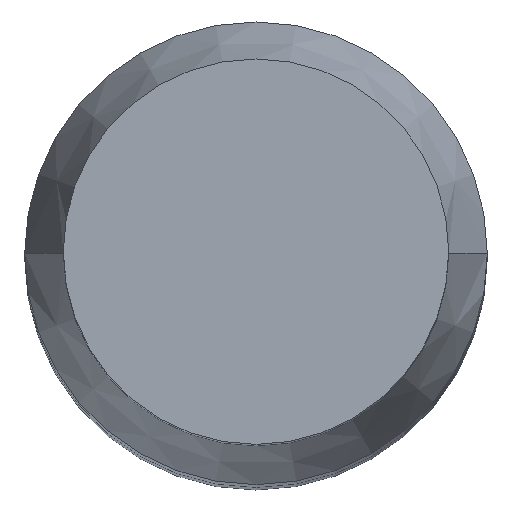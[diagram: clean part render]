
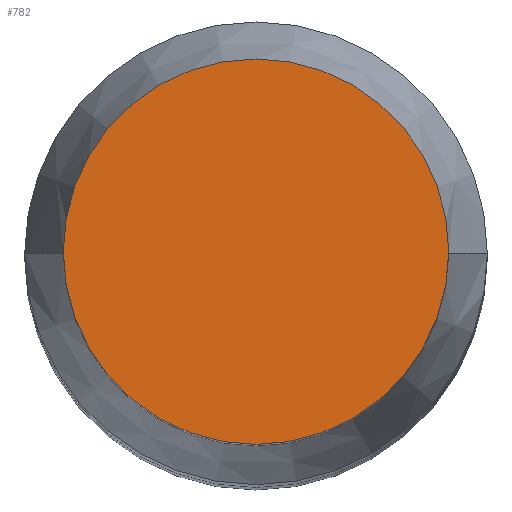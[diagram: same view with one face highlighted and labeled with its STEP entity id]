
A CAD part, top view. The second image highlights one B-rep face of the part: STEP entity #782.
In plain terms, the highlighted planar face has unit normal (0, 0, 1).
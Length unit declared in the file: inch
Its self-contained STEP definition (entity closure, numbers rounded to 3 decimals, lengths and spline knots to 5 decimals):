
#14 = AXIS2_PLACEMENT_3D ( 'NONE', #787, #557, #864 ) ;
#28 = PLANE ( 'NONE',  #14 ) ;
#33 = CARTESIAN_POINT ( 'NONE',  ( 0.0781, 0., 0. ) ) ;
#66 = AXIS2_PLACEMENT_3D ( 'NONE', #551, #858, #684 ) ;
#121 = CARTESIAN_POINT ( 'NONE',  ( 0., 0., 0. ) ) ;
#155 = VERTEX_POINT ( 'NONE', #184 ) ;
#184 = CARTESIAN_POINT ( 'NONE',  ( -0.0781, 0., 0. ) ) ;
#189 = EDGE_LOOP ( 'NONE', ( #909, #302 ) ) ;
#240 = CIRCLE ( 'NONE', #274, 0.0781 ) ;
#274 = AXIS2_PLACEMENT_3D ( 'NONE', #121, #941, #490 ) ;
#302 = ORIENTED_EDGE ( 'NONE', *, *, #544, .T. ) ;
#448 = CIRCLE ( 'NONE', #66, 0.0781 ) ;
#490 = DIRECTION ( 'NONE',  ( 1., 0., 0. ) ) ;
#544 = EDGE_CURVE ( 'NONE', #155, #722, #448, .T. ) ;
#551 = CARTESIAN_POINT ( 'NONE',  ( 0., 0., 0. ) ) ;
#557 = DIRECTION ( 'NONE',  ( 0., 0., -1. ) ) ;
#684 = DIRECTION ( 'NONE',  ( 1., 0., 0. ) ) ;
#705 = FACE_OUTER_BOUND ( 'NONE', #189, .T. ) ;
#722 = VERTEX_POINT ( 'NONE', #33 ) ;
#782 = ADVANCED_FACE ( 'NONE', ( #705 ), #28, .F. ) ;
#787 = CARTESIAN_POINT ( 'NONE',  ( 0., 0., 0. ) ) ;
#822 = EDGE_CURVE ( 'NONE', #722, #155, #240, .T. ) ;
#858 = DIRECTION ( 'NONE',  ( 0., 0., 1. ) ) ;
#864 = DIRECTION ( 'NONE',  ( 1., 0., 0. ) ) ;
#909 = ORIENTED_EDGE ( 'NONE', *, *, #822, .T. ) ;
#941 = DIRECTION ( 'NONE',  ( 0., 0., 1. ) ) ;
